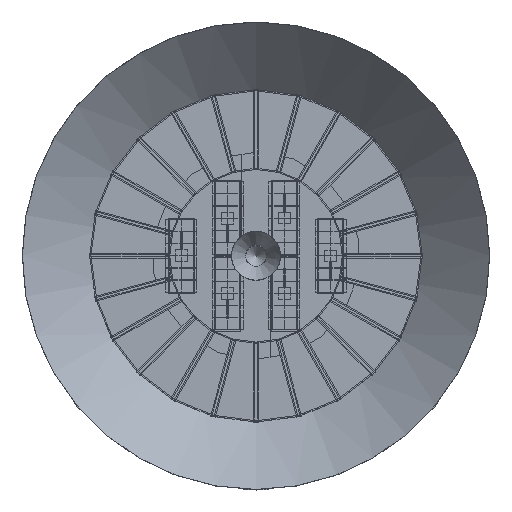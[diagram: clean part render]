
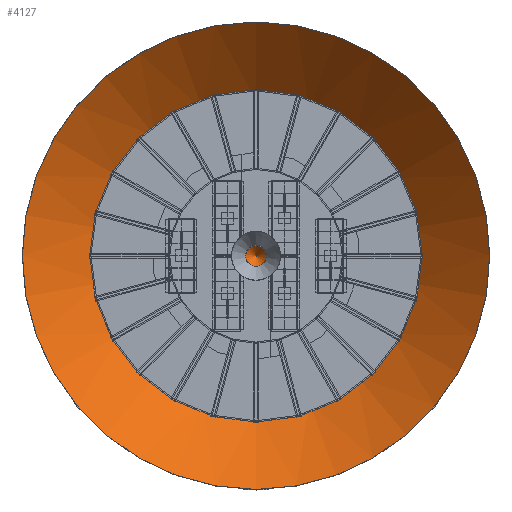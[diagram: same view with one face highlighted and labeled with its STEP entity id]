
A CAD part, top view. The second image highlights one B-rep face of the part: STEP entity #4127.
In plain terms, the highlighted conical face has half-angle 45 degrees and reference radius 99.929 mm.
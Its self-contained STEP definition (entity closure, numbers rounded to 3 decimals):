
#4111=CARTESIAN_POINT('',(0.0,0.0,100.071));
#4112=DIRECTION('',(0.0,0.0,1.0));
#4113=DIRECTION('',(0.0,1.0,0.0));
#4114=AXIS2_PLACEMENT_3D('',#4111,#4112,#4113);
#4115=CONICAL_SURFACE('',#4114,99.929,45.);
#4116=CARTESIAN_POINT('',(0.,-199.859,200.0));
#4117=VERTEX_POINT('',#4116);
#4118=CARTESIAN_POINT('',(0.0,0.0,200.0));
#4119=DIRECTION('',(0.0,0.0,-1.0));
#4120=DIRECTION('',(0.0,1.0,0.0));
#4121=AXIS2_PLACEMENT_3D('',#4118,#4119,#4120);
#4122=CIRCLE('',#4121,199.859);
#4123=EDGE_CURVE('',#4117,#4117,#4122,.T.);
#4124=ORIENTED_EDGE('',*,*,#4123,.F.);
#4125=EDGE_LOOP('',(#4124));
#4126=FACE_OUTER_BOUND('',#4125,.T.);
#4127=ADVANCED_FACE('',(#4126),#4115,.F.);
